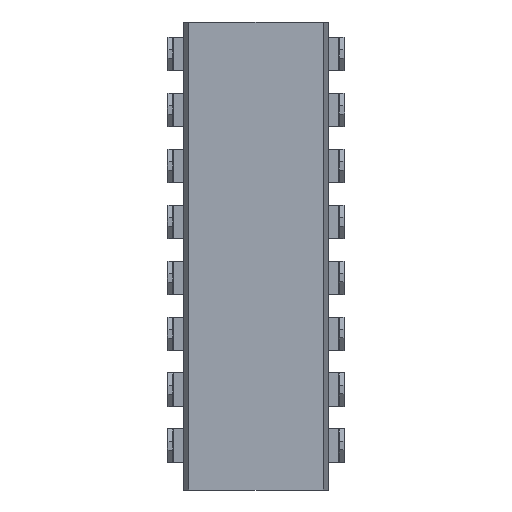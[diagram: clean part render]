
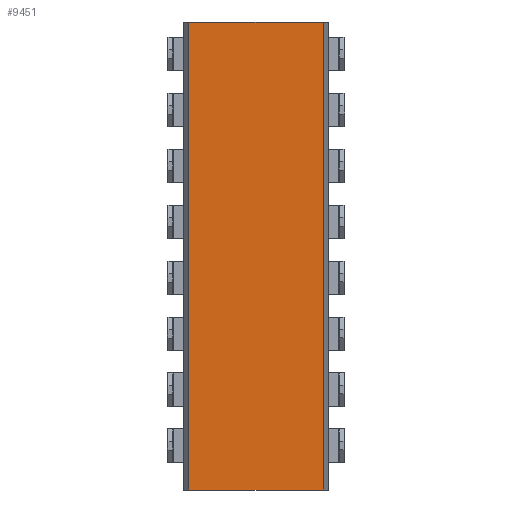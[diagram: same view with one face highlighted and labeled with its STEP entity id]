
A CAD part, front view. The second image highlights one B-rep face of the part: STEP entity #9451.
In plain terms, the highlighted planar face has unit normal (0, -1, 0).
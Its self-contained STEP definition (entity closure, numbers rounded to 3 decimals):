
#893 = EDGE_LOOP ( 'NONE', ( #21089, #8922, #2271, #9400 ) ) ;
#963 = DIRECTION ( 'NONE',  ( 0., 0., 1. ) ) ;
#2271 = ORIENTED_EDGE ( 'NONE', *, *, #18338, .T. ) ;
#2719 = VERTEX_POINT ( 'NONE', #13967 ) ;
#2963 = LINE ( 'NONE', #17192, #6860 ) ;
#3425 = VECTOR ( 'NONE', #16470, 1000. ) ;
#4256 = CARTESIAN_POINT ( 'NONE',  ( 0., 0.184, -19.515 ) ) ;
#4273 = VECTOR ( 'NONE', #17656, 1000. ) ;
#4439 = FACE_OUTER_BOUND ( 'NONE', #893, .T. ) ;
#5063 = VERTEX_POINT ( 'NONE', #5159 ) ;
#5159 = CARTESIAN_POINT ( 'NONE',  ( 12.509, 0.184, 22.303 ) ) ;
#5636 = PLANE ( 'NONE',  #21334 ) ;
#5921 = CARTESIAN_POINT ( 'NONE',  ( 12.509, 0.184, 1.394 ) ) ;
#6384 = EDGE_CURVE ( 'NONE', #14447, #2719, #9249, .T. ) ;
#6860 = VECTOR ( 'NONE', #13849, 1000. ) ;
#7315 = DIRECTION ( 'NONE',  ( 0., 0., -1. ) ) ;
#8556 = EDGE_CURVE ( 'NONE', #5063, #12720, #21240, .T. ) ;
#8922 = ORIENTED_EDGE ( 'NONE', *, *, #8556, .T. ) ;
#9249 = LINE ( 'NONE', #4256, #4273 ) ;
#9400 = ORIENTED_EDGE ( 'NONE', *, *, #6384, .T. ) ;
#9451 = ADVANCED_FACE ( 'NONE', ( #4439 ), #5636, .T. ) ;
#9596 = EDGE_CURVE ( 'NONE', #2719, #5063, #10721, .T. ) ;
#10066 = CARTESIAN_POINT ( 'NONE',  ( 0.491, 0.184, -19.515 ) ) ;
#10721 = LINE ( 'NONE', #5921, #19088 ) ;
#12720 = VERTEX_POINT ( 'NONE', #15259 ) ;
#13849 = DIRECTION ( 'NONE',  ( 0., 0., -1. ) ) ;
#13967 = CARTESIAN_POINT ( 'NONE',  ( 12.509, 0.184, -19.515 ) ) ;
#14447 = VERTEX_POINT ( 'NONE', #10066 ) ;
#15259 = CARTESIAN_POINT ( 'NONE',  ( 0.491, 0.184, 22.303 ) ) ;
#15678 = CARTESIAN_POINT ( 'NONE',  ( 0., 0.184, 1.394 ) ) ;
#16470 = DIRECTION ( 'NONE',  ( -1., 0., 0. ) ) ;
#17192 = CARTESIAN_POINT ( 'NONE',  ( 0.491, 0.184, 1.394 ) ) ;
#17359 = DIRECTION ( 'NONE',  ( 0., -1., 0. ) ) ;
#17656 = DIRECTION ( 'NONE',  ( 1., 0., 0. ) ) ;
#18338 = EDGE_CURVE ( 'NONE', #12720, #14447, #2963, .T. ) ;
#19088 = VECTOR ( 'NONE', #963, 1000. ) ;
#19805 = CARTESIAN_POINT ( 'NONE',  ( 0., 0.184, 22.303 ) ) ;
#21089 = ORIENTED_EDGE ( 'NONE', *, *, #9596, .T. ) ;
#21240 = LINE ( 'NONE', #19805, #3425 ) ;
#21334 = AXIS2_PLACEMENT_3D ( 'NONE', #15678, #17359, #7315 ) ;
